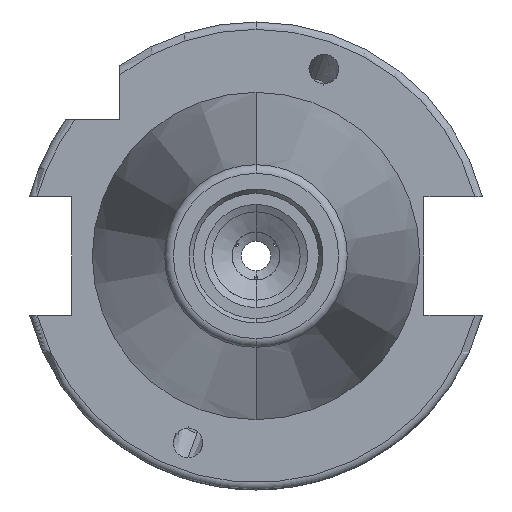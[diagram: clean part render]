
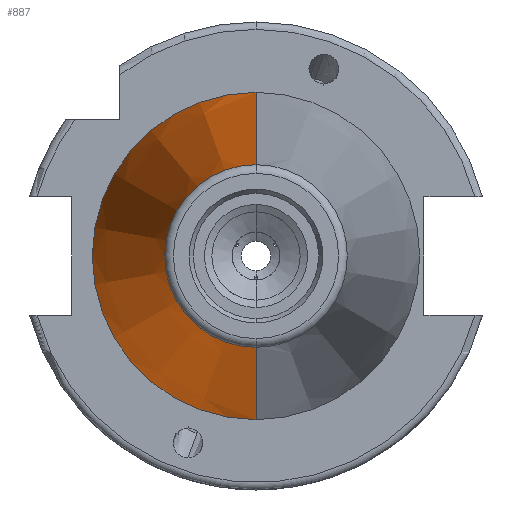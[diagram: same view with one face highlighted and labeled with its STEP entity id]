
A CAD part, left-side view. The second image highlights one B-rep face of the part: STEP entity #887.
In plain terms, the highlighted conical face has half-angle 8.297 degrees and reference radius 22.225 mm.
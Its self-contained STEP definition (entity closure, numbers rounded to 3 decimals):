
#354 = CARTESIAN_POINT ( 'NONE',  ( 0., 0., 0. ) ) ;
#492 = DIRECTION ( 'NONE',  ( 0., 0., -1. ) ) ;
#541 = DIRECTION ( 'NONE',  ( 1., 0., 0. ) ) ;
#549 = VERTEX_POINT ( 'NONE', #2781 ) ;
#887 = ADVANCED_FACE ( 'NONE', ( #2439 ), #2420, .T. ) ;
#928 = CARTESIAN_POINT ( 'NONE',  ( 0., 0., 22.225 ) ) ;
#1056 = EDGE_CURVE ( 'NONE', #5500, #549, #1951, .T. ) ;
#1122 = CARTESIAN_POINT ( 'NONE',  ( 0., 0., 22.225 ) ) ;
#1143 = EDGE_CURVE ( 'NONE', #1749, #3905, #1889, .T. ) ;
#1182 = EDGE_CURVE ( 'NONE', #1749, #5500, #1731, .T. ) ;
#1219 = EDGE_CURVE ( 'NONE', #3905, #549, #1698, .T. ) ;
#1692 = VECTOR ( 'NONE', #4915, 1000. ) ;
#1698 = LINE ( 'NONE', #5293, #1692 ) ;
#1731 = LINE ( 'NONE', #1122, #1770 ) ;
#1749 = VERTEX_POINT ( 'NONE', #2924 ) ;
#1770 = VECTOR ( 'NONE', #5086, 1000. ) ;
#1889 = CIRCLE ( 'NONE', #2240, 12.4 ) ;
#1951 = CIRCLE ( 'NONE', #2372, 22.225 ) ;
#2002 = CARTESIAN_POINT ( 'NONE',  ( -67.373, 0., -12.4 ) ) ;
#2240 = AXIS2_PLACEMENT_3D ( 'NONE', #4594, #4582, #4780 ) ;
#2372 = AXIS2_PLACEMENT_3D ( 'NONE', #3714, #3743, #3828 ) ;
#2420 = CONICAL_SURFACE ( 'NONE', #2875, 22.225, 0.145 ) ;
#2439 = FACE_OUTER_BOUND ( 'NONE', #2667, .T. ) ;
#2667 = EDGE_LOOP ( 'NONE', ( #3285, #3592, #3257, #3294 ) ) ;
#2781 = CARTESIAN_POINT ( 'NONE',  ( 0., 0., -22.225 ) ) ;
#2875 = AXIS2_PLACEMENT_3D ( 'NONE', #354, #541, #492 ) ;
#2924 = CARTESIAN_POINT ( 'NONE',  ( -67.373, 0., 12.4 ) ) ;
#3257 = ORIENTED_EDGE ( 'NONE', *, *, #1056, .T. ) ;
#3285 = ORIENTED_EDGE ( 'NONE', *, *, #1143, .F. ) ;
#3294 = ORIENTED_EDGE ( 'NONE', *, *, #1219, .F. ) ;
#3592 = ORIENTED_EDGE ( 'NONE', *, *, #1182, .T. ) ;
#3714 = CARTESIAN_POINT ( 'NONE',  ( 0., 0., 0. ) ) ;
#3743 = DIRECTION ( 'NONE',  ( -1., 0., 0. ) ) ;
#3828 = DIRECTION ( 'NONE',  ( 0., 0., 1. ) ) ;
#3905 = VERTEX_POINT ( 'NONE', #2002 ) ;
#4582 = DIRECTION ( 'NONE',  ( -1., 0., 0. ) ) ;
#4594 = CARTESIAN_POINT ( 'NONE',  ( -67.373, 0., 0. ) ) ;
#4780 = DIRECTION ( 'NONE',  ( 0., 0., 1. ) ) ;
#4915 = DIRECTION ( 'NONE',  ( 0.99, 0., -0.144 ) ) ;
#5086 = DIRECTION ( 'NONE',  ( 0.99, 0., 0.144 ) ) ;
#5293 = CARTESIAN_POINT ( 'NONE',  ( 0., 0., -22.225 ) ) ;
#5500 = VERTEX_POINT ( 'NONE', #928 ) ;
